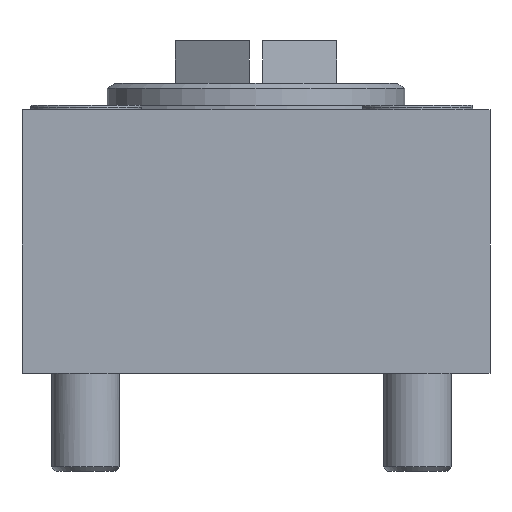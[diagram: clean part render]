
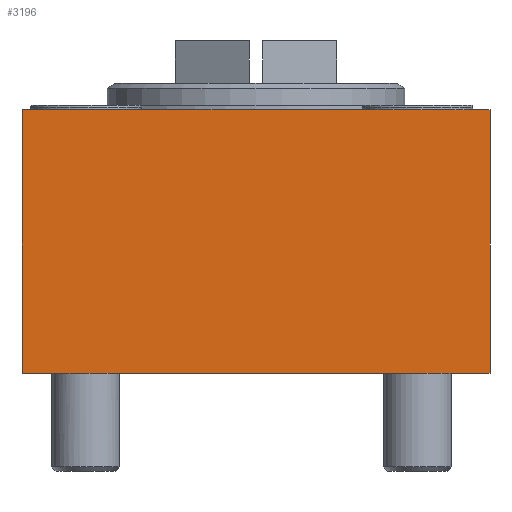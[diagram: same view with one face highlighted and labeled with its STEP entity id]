
A CAD part, left-side view. The second image highlights one B-rep face of the part: STEP entity #3196.
In plain terms, the highlighted planar face has unit normal (-1, 0, 0).
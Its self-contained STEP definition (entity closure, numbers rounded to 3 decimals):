
#347=ORIENTED_EDGE('',*,*,#1195,.T.);
#348=ORIENTED_EDGE('',*,*,#1206,.F.);
#349=ORIENTED_EDGE('',*,*,#1207,.F.);
#350=ORIENTED_EDGE('',*,*,#1208,.T.);
#1195=EDGE_CURVE('',#1624,#1625,#1912,.T.);
#1206=EDGE_CURVE('',#1634,#1625,#1915,.T.);
#1207=EDGE_CURVE('',#1635,#1634,#1916,.T.);
#1208=EDGE_CURVE('',#1635,#1624,#1917,.T.);
#1624=VERTEX_POINT('',#5628);
#1625=VERTEX_POINT('',#5629);
#1634=VERTEX_POINT('',#5658);
#1635=VERTEX_POINT('',#5660);
#1912=LINE('',#5627,#2181);
#1915=LINE('',#5657,#2184);
#1916=LINE('',#5659,#2185);
#1917=LINE('',#5661,#2186);
#2181=VECTOR('',#4608,1000.);
#2184=VECTOR('',#4613,1000.);
#2185=VECTOR('',#4614,1000.);
#2186=VECTOR('',#4615,1000.);
#2455=EDGE_LOOP('',(#347,#348,#349,#350));
#2758=FACE_BOUND('',#2455,.T.);
#3044=PLANE('',#4255);
#3196=ADVANCED_FACE('',(#2758),#3044,.F.);
#4255=AXIS2_PLACEMENT_3D('',#5656,#4611,#4612);
#4608=DIRECTION('',(0.,1.,0.));
#4611=DIRECTION('',(1.,0.,0.));
#4612=DIRECTION('',(0.,0.,-1.));
#4613=DIRECTION('',(0.,0.,1.));
#4614=DIRECTION('',(0.,1.,0.));
#4615=DIRECTION('',(0.,0.,1.));
#5627=CARTESIAN_POINT('',(0.,0.,0.));
#5628=CARTESIAN_POINT('',(0.,0.,0.));
#5629=CARTESIAN_POINT('',(0.,55.,0.));
#5656=CARTESIAN_POINT('',(0.,0.,-31.));
#5657=CARTESIAN_POINT('',(0.,55.,-31.));
#5658=CARTESIAN_POINT('',(0.,55.,-31.));
#5659=CARTESIAN_POINT('',(0.,0.,-31.));
#5660=CARTESIAN_POINT('',(0.,0.,-31.));
#5661=CARTESIAN_POINT('',(0.,0.,-31.));
